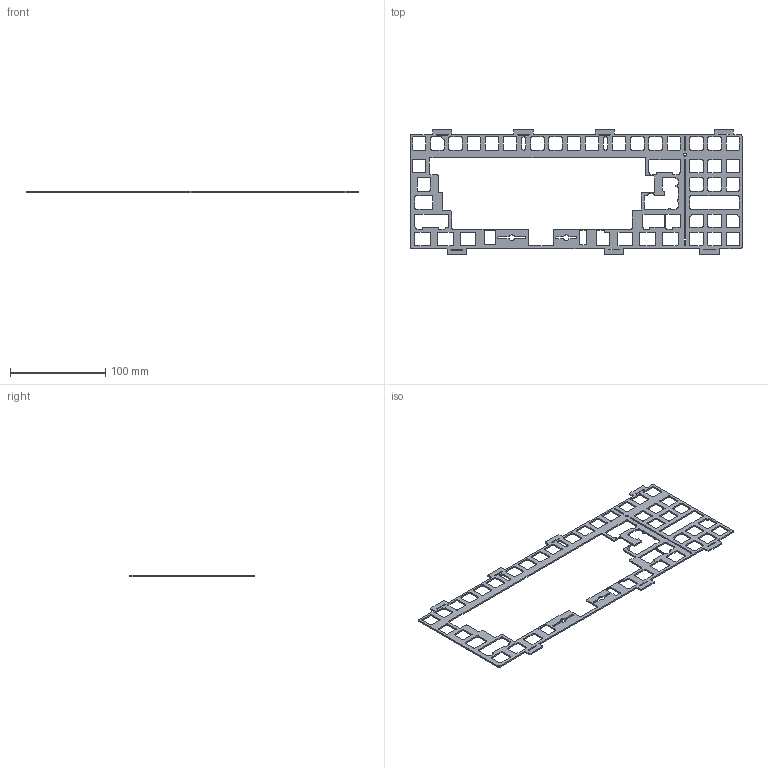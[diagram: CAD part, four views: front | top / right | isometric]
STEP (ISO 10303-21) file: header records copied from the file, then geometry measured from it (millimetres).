
FILE_DESCRIPTION(/* description */ (''),/* implementation_level */ '2;1');
FILE_NAME(/* name */ 'HALF PLATE 87.step',/* time_stamp */ '2023-05-03T18:58:02-04:00',/* author */ (''),/* organization */ (''),/* preprocessor_version */ 'ST-DEVELOPER v19.2',/* originating_system */ 'Autodesk Translation Framework v12.4.0.73',/* authorisation */ '');
FILE_SCHEMA (('AUTOMOTIVE_DESIGN { 1 0 10303 214 3 1 1 }'));
Length unit declared in the file: millimetre
Products named in the file (2): (Unsaved); HALF_PLATE_CW87_V2_FINAL_REVISI
Assembly tree (1 placements, depth 2):
  (Unsaved)
    HALF_PLATE_CW87_V2_FINAL_REVISI
Bounding box: 347.95 x 132 x 1.5 mm (x, y, z)
Volume: 21626.1 mm3; surface area: 36493.2 mm2
Topology: 1 solids, 1 shells, 675 faces, 2019 edges, 1346 vertices
Faces by surface type: plane 354, cylinder 321
Full cylindrical faces by diameter (mm): 3 x1
Entity records: 23183 total; most frequent: CARTESIAN_POINT 4043, ORIENTED_EDGE 4038, DIRECTION 4017, EDGE_CURVE 2019, LINE 1377, VECTOR 1377, VERTEX_POINT 1346, AXIS2_PLACEMENT_3D 1320
